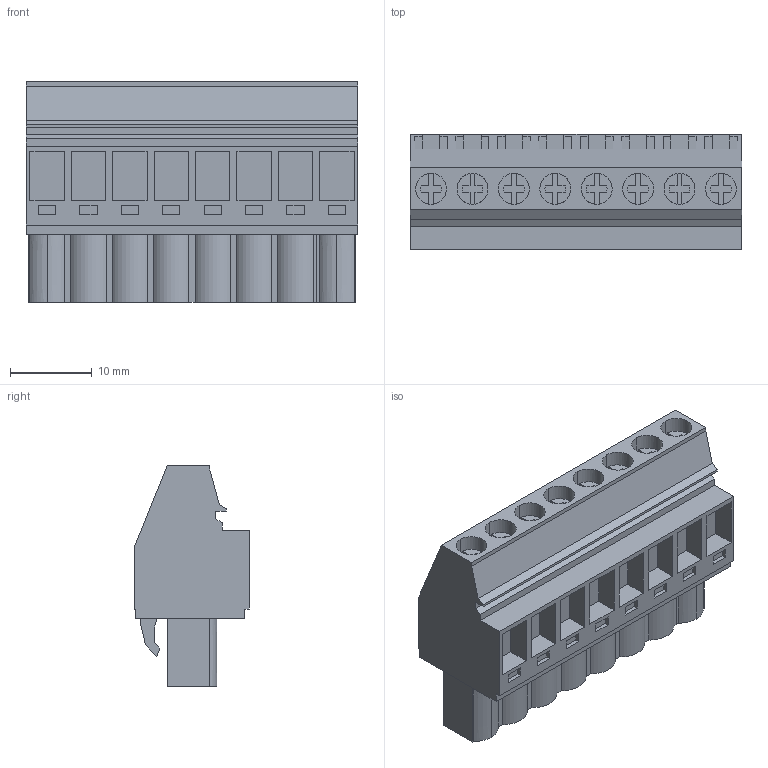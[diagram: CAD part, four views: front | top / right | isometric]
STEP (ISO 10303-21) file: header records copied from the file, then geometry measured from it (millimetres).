
FILE_DESCRIPTION(('CATIA V5 STEP','CAx-IF Rec.Pracs.--- Model Styling and Organization---1.2---2011-12-15'),'2;1');
FILE_NAME ('D1460126_0_1948850000_1948850000.stp','2017-09-09T07:56:44+00:00',('none'),('Weidmueller'),'CATIA Version 5-6 Release 2014','CATIA V5 STEP AP214','none');
FILE_SCHEMA(('AUTOMOTIVE_DESIGN { 1 0 10303 214 1 1 1 1 }'));
Length unit declared in the file: millimetre
Products named in the file (1): 1948850000
Bounding box: 40.64 x 14.1 x 27.1 mm (x, y, z)
Volume: 9221.7 mm3; surface area: 5653.6 mm2
Topology: 9 solids, 9 shells, 538 faces, 1502 edges, 1015 vertices
Faces by surface type: plane 464, cylinder 70, extrusion 4
Entity records: 16375 total; most frequent: CARTESIAN_POINT 3165, ORIENTED_EDGE 3004, DIRECTION 2220, EDGE_CURVE 1502, VECTOR 1326, LINE 1322, VERTEX_POINT 1015, EDGE_LOOP 573
